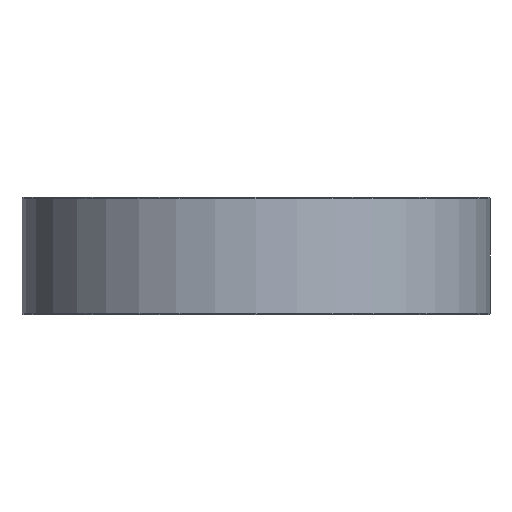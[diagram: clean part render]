
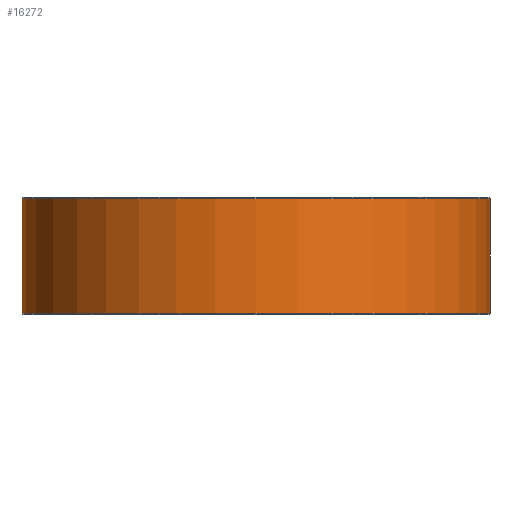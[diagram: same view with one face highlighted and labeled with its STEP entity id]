
A CAD part, front view. The second image highlights one B-rep face of the part: STEP entity #16272.
In plain terms, the highlighted cylindrical face has radius 50.8 mm (diameter 101.6 mm), a partial arc.
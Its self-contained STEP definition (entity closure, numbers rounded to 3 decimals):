
#1216 = LINE ( 'NONE', #10960, #19746 ) ;
#1325 = DIRECTION ( 'NONE',  ( 0., 0., -1. ) ) ;
#1729 = LINE ( 'NONE', #12861, #9113 ) ;
#1994 = CIRCLE ( 'NONE', #9522, 50.8 ) ;
#2926 = CARTESIAN_POINT ( 'NONE',  ( 0., 0., -0.254 ) ) ;
#3923 = CIRCLE ( 'NONE', #4618, 50.8 ) ;
#4258 = ORIENTED_EDGE ( 'NONE', *, *, #16243, .T. ) ;
#4331 = ORIENTED_EDGE ( 'NONE', *, *, #15530, .F. ) ;
#4618 = AXIS2_PLACEMENT_3D ( 'NONE', #7716, #6111, #10833 ) ;
#5040 = VERTEX_POINT ( 'NONE', #6592 ) ;
#5421 = AXIS2_PLACEMENT_3D ( 'NONE', #21023, #11166, #20714 ) ;
#5890 = EDGE_CURVE ( 'NONE', #15652, #20486, #1729, .T. ) ;
#6111 = DIRECTION ( 'NONE',  ( 0., 0., 1. ) ) ;
#6592 = CARTESIAN_POINT ( 'NONE',  ( 50.8, 0., -25.146 ) ) ;
#6861 = CARTESIAN_POINT ( 'NONE',  ( -50.8, 0., -0.254 ) ) ;
#7716 = CARTESIAN_POINT ( 'NONE',  ( 0., 0., -25.146 ) ) ;
#7888 = EDGE_CURVE ( 'NONE', #20486, #5040, #3923, .T. ) ;
#7942 = DIRECTION ( 'NONE',  ( -1., 0., 0. ) ) ;
#8763 = EDGE_LOOP ( 'NONE', ( #4331, #4258, #9544, #10149 ) ) ;
#9113 = VECTOR ( 'NONE', #19598, 1000. ) ;
#9522 = AXIS2_PLACEMENT_3D ( 'NONE', #2926, #16080, #7942 ) ;
#9544 = ORIENTED_EDGE ( 'NONE', *, *, #5890, .T. ) ;
#10149 = ORIENTED_EDGE ( 'NONE', *, *, #7888, .T. ) ;
#10833 = DIRECTION ( 'NONE',  ( 1., 0., 0. ) ) ;
#10960 = CARTESIAN_POINT ( 'NONE',  ( 50.8, 0., 29.796 ) ) ;
#11166 = DIRECTION ( 'NONE',  ( 0., 0., -1. ) ) ;
#12861 = CARTESIAN_POINT ( 'NONE',  ( -50.8, 0., 29.796 ) ) ;
#14092 = VERTEX_POINT ( 'NONE', #20956 ) ;
#14476 = CYLINDRICAL_SURFACE ( 'NONE', #5421, 50.8 ) ;
#15530 = EDGE_CURVE ( 'NONE', #14092, #5040, #1216, .T. ) ;
#15652 = VERTEX_POINT ( 'NONE', #6861 ) ;
#16080 = DIRECTION ( 'NONE',  ( 0., 0., -1. ) ) ;
#16243 = EDGE_CURVE ( 'NONE', #14092, #15652, #1994, .T. ) ;
#16272 = ADVANCED_FACE ( 'NONE', ( #17481 ), #14476, .T. ) ;
#16559 = CARTESIAN_POINT ( 'NONE',  ( -50.8, 0., -25.146 ) ) ;
#17481 = FACE_OUTER_BOUND ( 'NONE', #8763, .T. ) ;
#19598 = DIRECTION ( 'NONE',  ( 0., 0., -1. ) ) ;
#19746 = VECTOR ( 'NONE', #1325, 1000. ) ;
#20486 = VERTEX_POINT ( 'NONE', #16559 ) ;
#20714 = DIRECTION ( 'NONE',  ( -1., 0., 0. ) ) ;
#20956 = CARTESIAN_POINT ( 'NONE',  ( 50.8, 0., -0.254 ) ) ;
#21023 = CARTESIAN_POINT ( 'NONE',  ( 0., 0., 29.796 ) ) ;
